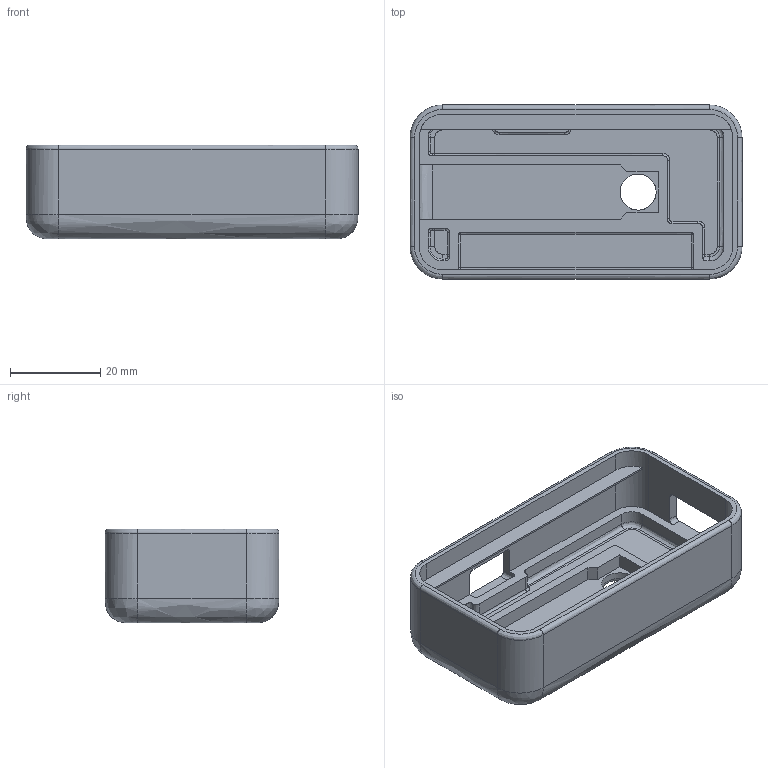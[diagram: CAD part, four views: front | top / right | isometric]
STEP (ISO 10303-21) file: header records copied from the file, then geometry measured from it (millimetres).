
FILE_DESCRIPTION(/* description */ ('STEP AP242','CAx-IF Rec.Pracs.---Representation and Presentation of Product Manufacturing Information (PMI)---4.0---2014-10-13','CAx-IF Rec.Pracs.---3D Tessellated Geometry---0.4---2014-09-14','2;1'),/* implementation_level */ '2;1');
FILE_SCHEMA (('AP242_MANAGED_MODEL_BASED_3D_ENGINEERING_MIM_LF { 1 0 10303 442 1 1 4 }'));
Length unit declared in the file: metre
Products named in the file (1): OuterCase
Bounding box: 73.5 x 38.5 x 20.8 mm (x, y, z)
Volume: 15338.3 mm3; surface area: 13884 mm2
Topology: 1 solids, 1 shells, 164 faces, 412 edges, 250 vertices
Faces by surface type: bspline 100, plane 51, cylinder 13
Full cylindrical faces by diameter (mm): 8 x1
Entity records: 10134 total; most frequent: CARTESIAN_POINT 7107, ORIENTED_EDGE 818, EDGE_CURVE 409, B_SPLINE_CURVE_WITH_KNOTS 293, DIRECTION 263, VERTEX_POINT 249, EDGE_LOOP 172, FACE_BOUND 172
